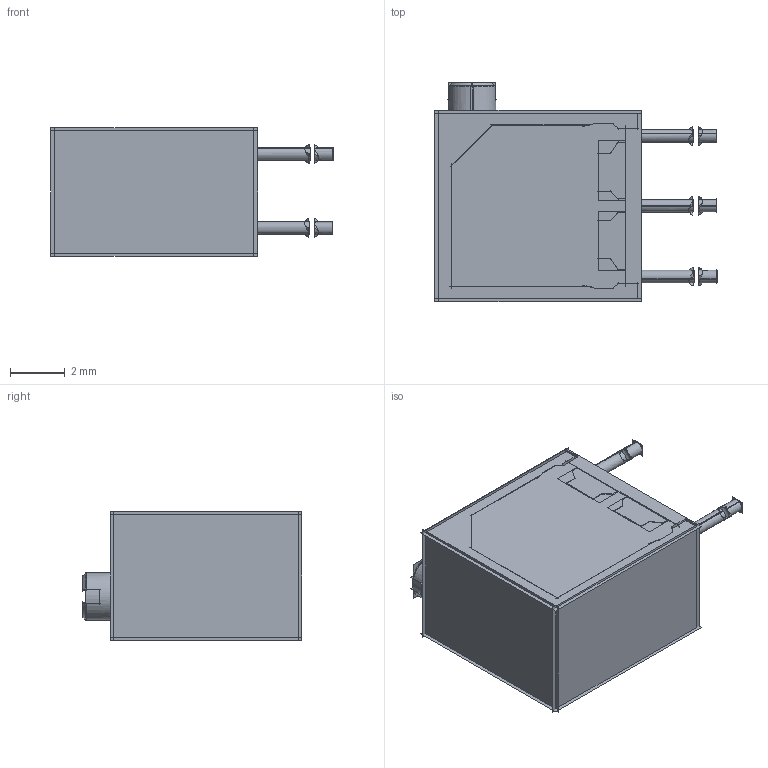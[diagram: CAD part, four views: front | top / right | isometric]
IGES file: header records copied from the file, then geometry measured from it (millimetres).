
Start section:  PTC IGES file: 3266X.igs
Global section: file name: 3266X.igs; native system: Creo Parametric by Parametric Technology Corporation; preprocessor: 2012230; author: stevec; organization: Unknown; date: 20121025.130908; units: inch
Bounding box: 10.28 x 8 x 4.68 mm (x, y, z)
Surface area: 8517.3 mm2
Topology: 4 solids, 4 shells, 148 faces, 899 edges, 1268 vertices
Faces by surface type: bspline 96, revolution 52
